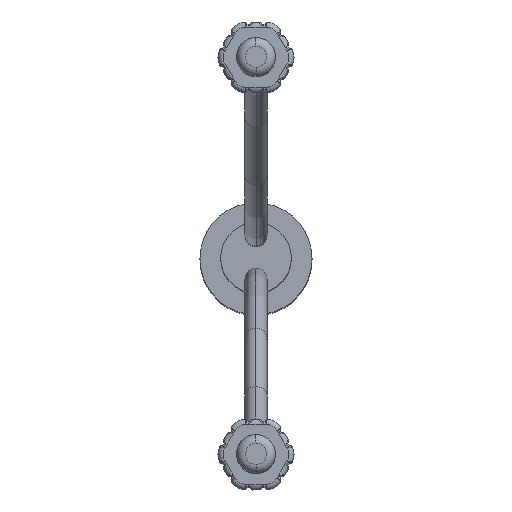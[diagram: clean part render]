
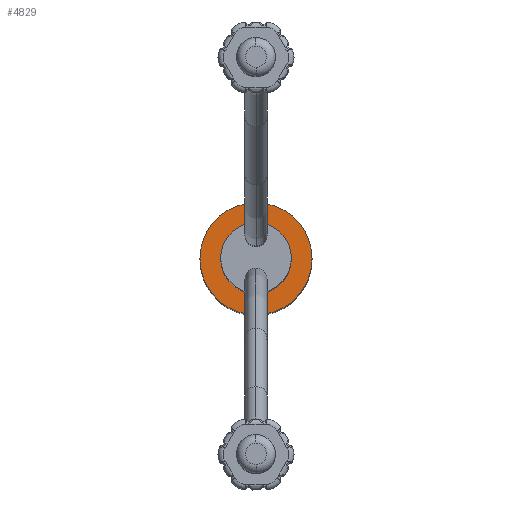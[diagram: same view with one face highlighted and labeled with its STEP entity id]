
A CAD part, top view. The second image highlights one B-rep face of the part: STEP entity #4829.
In plain terms, the highlighted planar face has unit normal (0, 0, 1).
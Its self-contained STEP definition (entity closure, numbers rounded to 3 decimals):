
#56=CARTESIAN_POINT('',(0.,0.,30.));
#57=DIRECTION('',(0.,0.,-1.));
#58=DIRECTION('',(0.,-1.,0.));
#59=AXIS2_PLACEMENT_3D('',#56,#57,#58);
#61=CARTESIAN_POINT('',(0.,0.,30.));
#62=DIRECTION('',(0.,0.,-1.));
#63=DIRECTION('',(0.,1.,0.));
#64=AXIS2_PLACEMENT_3D('',#61,#62,#63);
#66=CARTESIAN_POINT('',(0.,0.,30.));
#67=DIRECTION('',(0.,0.,1.));
#68=DIRECTION('',(0.,1.,0.));
#69=AXIS2_PLACEMENT_3D('',#66,#67,#68);
#71=CARTESIAN_POINT('',(0.,0.,30.));
#72=DIRECTION('',(0.,0.,1.));
#73=DIRECTION('',(0.,-1.,0.));
#74=AXIS2_PLACEMENT_3D('',#71,#72,#73);
#4146=CARTESIAN_POINT('',(0.,-3.175,30.));
#4147=CARTESIAN_POINT('',(0.,3.175,30.));
#4148=VERTEX_POINT('',#4146);
#4149=VERTEX_POINT('',#4147);
#4150=CARTESIAN_POINT('',(0.,2.,30.));
#4151=CARTESIAN_POINT('',(0.,-2.,30.));
#4152=VERTEX_POINT('',#4150);
#4153=VERTEX_POINT('',#4151);
#4812=CARTESIAN_POINT('',(0.,0.,30.));
#4813=DIRECTION('',(0.,0.,1.));
#4814=DIRECTION('',(0.,1.,0.));
#4815=AXIS2_PLACEMENT_3D('',#4812,#4813,#4814);
#4816=PLANE('',#4815);
#4818=ORIENTED_EDGE('',*,*,#4817,.T.);
#4820=ORIENTED_EDGE('',*,*,#4819,.T.);
#4821=EDGE_LOOP('',(#4818,#4820));
#4822=FACE_OUTER_BOUND('',#4821,.F.);
#4824=ORIENTED_EDGE('',*,*,#4823,.T.);
#4826=ORIENTED_EDGE('',*,*,#4825,.T.);
#4827=EDGE_LOOP('',(#4824,#4826));
#4828=FACE_BOUND('',#4827,.F.);
#4829=ADVANCED_FACE('',(#4822,#4828),#4816,.T.);
#60=CIRCLE('',#59,3.175);
#65=CIRCLE('',#64,3.175);
#70=CIRCLE('',#69,2.);
#75=CIRCLE('',#74,2.);
#4817=EDGE_CURVE('',#4148,#4149,#60,.T.);
#4819=EDGE_CURVE('',#4149,#4148,#65,.T.);
#4823=EDGE_CURVE('',#4152,#4153,#70,.T.);
#4825=EDGE_CURVE('',#4153,#4152,#75,.T.);
